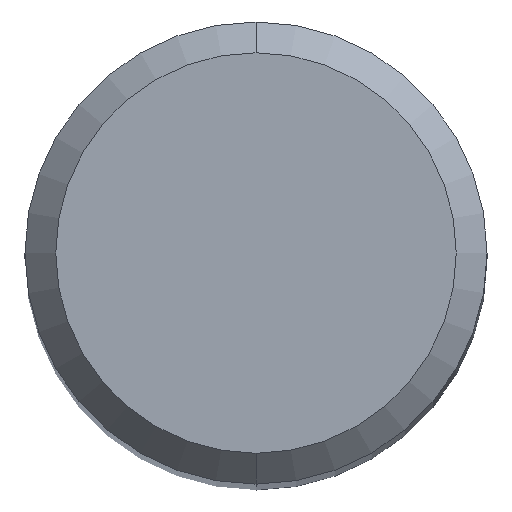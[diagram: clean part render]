
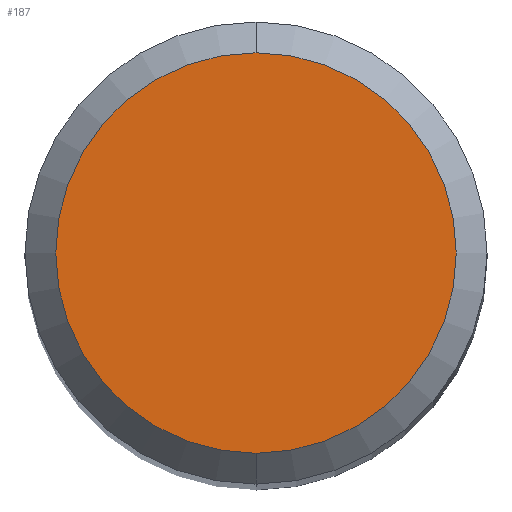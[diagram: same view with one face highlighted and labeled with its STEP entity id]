
A CAD part, top view. The second image highlights one B-rep face of the part: STEP entity #187.
In plain terms, the highlighted planar face has unit normal (0, 0, 1).
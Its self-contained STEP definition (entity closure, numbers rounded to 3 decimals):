
#173=VERTEX_POINT('',#344);
#187=ADVANCED_FACE('',(#360),#361,.T.);
#211=EDGE_CURVE('',#173,#237,#391,.T.);
#231=EDGE_CURVE('',#237,#173,#411,.T.);
#237=VERTEX_POINT('',#418);
#344=CARTESIAN_POINT('',(0.0,2.6,0.0));
#360=FACE_OUTER_BOUND('',#562,.T.);
#361=PLANE('',#563);
#391=CIRCLE('',#600,2.6);
#411=CIRCLE('',#627,2.6);
#418=CARTESIAN_POINT('',(0.,-2.6,0.0));
#562=EDGE_LOOP('',(#775,#776));
#563=AXIS2_PLACEMENT_3D('',#777,#778,#779);
#600=AXIS2_PLACEMENT_3D('',#825,#826,#827);
#627=AXIS2_PLACEMENT_3D('',#836,#837,#838);
#775=ORIENTED_EDGE('',*,*,#211,.F.);
#776=ORIENTED_EDGE('',*,*,#231,.F.);
#777=CARTESIAN_POINT('',(0.0,1.3,0.0));
#778=DIRECTION('',(-0.0,0.0,1.0));
#779=DIRECTION('',(0.0,-1.0,0.0));
#825=CARTESIAN_POINT('',(0.0,0.0,0.0));
#826=DIRECTION('',(0.0,0.0,-1.0));
#827=DIRECTION('',(0.0,1.0,0.0));
#836=CARTESIAN_POINT('',(0.0,0.0,0.0));
#837=DIRECTION('',(0.0,0.0,-1.0));
#838=DIRECTION('',(0.0,1.0,0.0));
